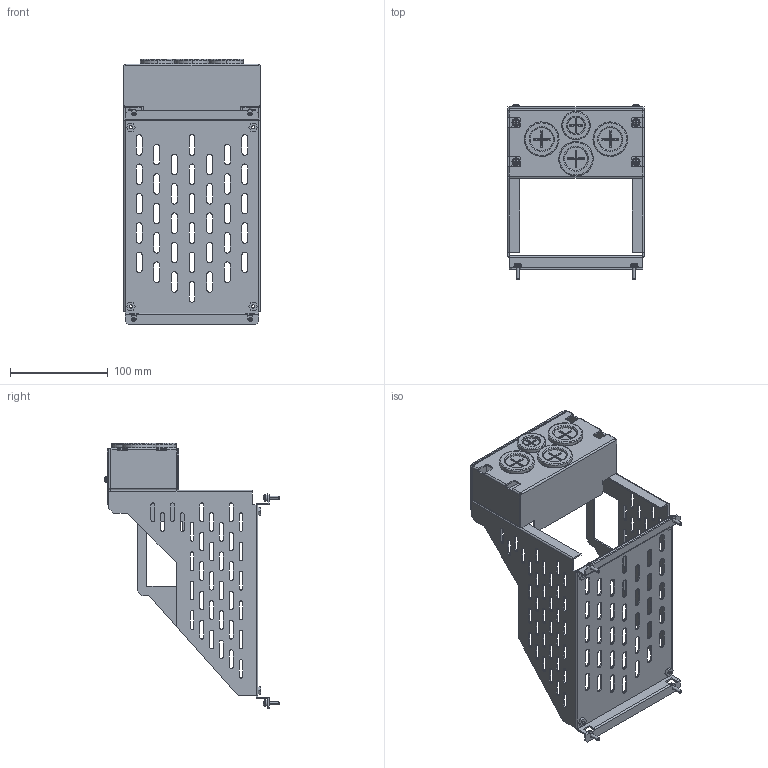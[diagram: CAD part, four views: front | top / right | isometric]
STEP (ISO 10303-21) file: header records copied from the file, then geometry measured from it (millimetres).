
FILE_DESCRIPTION (( 'STEP AP214' ), '1' );
FILE_NAME ('ACG-N1C.STEP', '2024-05-14T16:14:55', ( '' ), ( '' ), 'SwSTEP 2.0', 'SolidWorks 2021', '' );
FILE_SCHEMA (( 'AUTOMOTIVE_DESIGN' ));
Length unit declared in the file: inch
Products named in the file (1): ACG-N1C
Bounding box: 139.2 x 179.05 x 270.8 mm (x, y, z)
Volume: 179028.1 mm3; surface area: 232186.9 mm2
Topology: 18 solids, 18 shells, 1452 faces, 3958 edges, 2612 vertices
Faces by surface type: plane 742, cylinder 571, bspline 97, cone 38, torus 4
Entity records: 49820 total; most frequent: CARTESIAN_POINT 11990, ORIENTED_EDGE 7916, DIRECTION 7756, EDGE_CURVE 3958, AXIS2_PLACEMENT_3D 2682, VERTEX_POINT 2612, LINE 2392, VECTOR 2392
